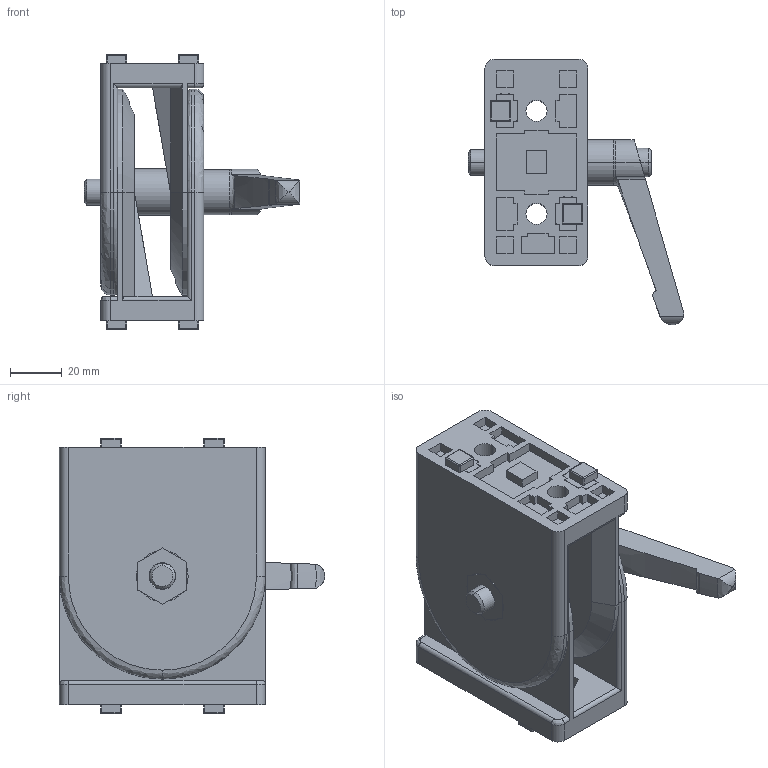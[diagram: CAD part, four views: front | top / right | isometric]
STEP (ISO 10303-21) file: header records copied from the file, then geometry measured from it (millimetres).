
FILE_DESCRIPTION (( 'STEP AP214' ), '1' );
FILE_NAME ('SZ1023N Heavy Duty Joint 40x80. Clamp Lever.STEP', '2021-10-21T09:54:28', ( '' ), ( '' ), 'SwSTEP 2.0', 'SolidWorks 2021', '' );
FILE_SCHEMA (( 'AUTOMOTIVE_DESIGN' ));
Length unit declared in the file: millimetre
Products named in the file (1): SZ1023N Heavy Duty Joint 40x80. Clamp Lever
Bounding box: 83.69 x 103 x 106.9 mm (x, y, z)
Volume: 200116.2 mm3; surface area: 81057.2 mm2
Topology: 10 solids, 10 shells, 767 faces, 2020 edges, 1297 vertices
Faces by surface type: plane 430, cylinder 224, bspline 91, cone 22
Entity records: 34868 total; most frequent: CARTESIAN_POINT 7494, ORIENTED_EDGE 4008, DIRECTION 3814, EDGE_CURVE 2004, VECTOR 1338, LINE 1338, VERTEX_POINT 1297, AXIS2_PLACEMENT_3D 1238
